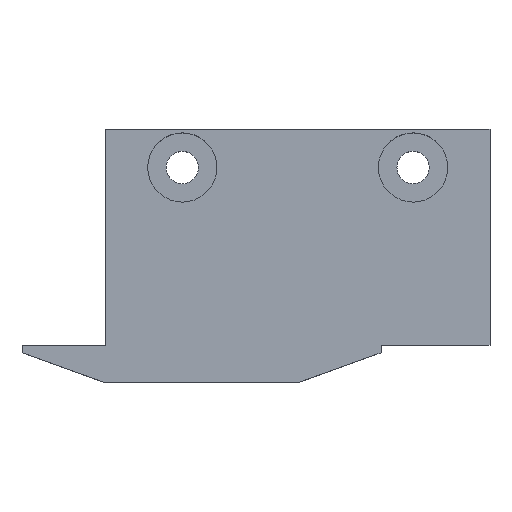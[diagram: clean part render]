
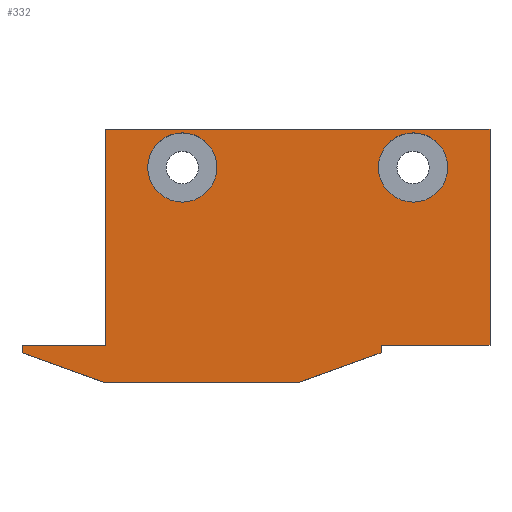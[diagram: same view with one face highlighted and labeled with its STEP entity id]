
A CAD part, top view. The second image highlights one B-rep face of the part: STEP entity #332.
In plain terms, the highlighted planar face has unit normal (0, 0, 1).
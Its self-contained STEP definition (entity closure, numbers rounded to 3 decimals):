
#27=FACE_BOUND('',#77,.T.);
#28=FACE_BOUND('',#78,.T.);
#33=CIRCLE('',#366,4.5);
#35=CIRCLE('',#369,4.5);
#54=FACE_OUTER_BOUND('',#76,.T.);
#76=EDGE_LOOP('',(#289,#290,#291,#292,#293,#294,#295,#296,#297,#298));
#77=EDGE_LOOP('',(#299));
#78=EDGE_LOOP('',(#300));
#79=LINE('',#472,#113);
#83=LINE('',#480,#117);
#86=LINE('',#486,#120);
#96=LINE('',#510,#130);
#99=LINE('',#515,#133);
#101=LINE('',#519,#135);
#103=LINE('',#523,#137);
#105=LINE('',#527,#139);
#107=LINE('',#531,#141);
#108=LINE('',#533,#142);
#113=VECTOR('',#381,10.);
#117=VECTOR('',#387,10.);
#120=VECTOR('',#392,10.);
#130=VECTOR('',#410,10.);
#133=VECTOR('',#415,10.);
#135=VECTOR('',#419,10.);
#137=VECTOR('',#423,10.);
#139=VECTOR('',#427,10.);
#141=VECTOR('',#431,10.);
#142=VECTOR('',#434,10.);
#147=VERTEX_POINT('',#470);
#148=VERTEX_POINT('',#471);
#151=VERTEX_POINT('',#479);
#153=VERTEX_POINT('',#485);
#163=VERTEX_POINT('',#509);
#164=VERTEX_POINT('',#513);
#165=VERTEX_POINT('',#517);
#166=VERTEX_POINT('',#521);
#167=VERTEX_POINT('',#525);
#168=VERTEX_POINT('',#529);
#171=VERTEX_POINT('',#543);
#173=VERTEX_POINT('',#549);
#175=EDGE_CURVE('',#147,#148,#79,.T.);
#179=EDGE_CURVE('',#151,#147,#83,.T.);
#182=EDGE_CURVE('',#153,#151,#86,.T.);
#194=EDGE_CURVE('',#163,#153,#96,.T.);
#197=EDGE_CURVE('',#164,#163,#99,.T.);
#199=EDGE_CURVE('',#148,#165,#101,.T.);
#201=EDGE_CURVE('',#166,#165,#103,.T.);
#203=EDGE_CURVE('',#167,#166,#105,.T.);
#205=EDGE_CURVE('',#167,#168,#107,.T.);
#206=EDGE_CURVE('',#168,#164,#108,.T.);
#211=EDGE_CURVE('',#171,#171,#33,.T.);
#214=EDGE_CURVE('',#173,#173,#35,.T.);
#289=ORIENTED_EDGE('',*,*,#175,.T.);
#290=ORIENTED_EDGE('',*,*,#199,.T.);
#291=ORIENTED_EDGE('',*,*,#201,.F.);
#292=ORIENTED_EDGE('',*,*,#203,.F.);
#293=ORIENTED_EDGE('',*,*,#205,.T.);
#294=ORIENTED_EDGE('',*,*,#206,.T.);
#295=ORIENTED_EDGE('',*,*,#197,.T.);
#296=ORIENTED_EDGE('',*,*,#194,.T.);
#297=ORIENTED_EDGE('',*,*,#182,.T.);
#298=ORIENTED_EDGE('',*,*,#179,.T.);
#299=ORIENTED_EDGE('',*,*,#211,.T.);
#300=ORIENTED_EDGE('',*,*,#214,.T.);
#314=PLANE('',#373);
#332=ADVANCED_FACE('',(#54,#27,#28),#314,.T.);
#366=AXIS2_PLACEMENT_3D('',#544,#447,#448);
#369=AXIS2_PLACEMENT_3D('',#550,#454,#455);
#373=AXIS2_PLACEMENT_3D('',#556,#463,#464);
#381=DIRECTION('',(0.941,0.34,0.));
#387=DIRECTION('',(1.,0.,0.));
#392=DIRECTION('',(0.941,-0.34,0.));
#410=DIRECTION('',(0.,-1.,0.));
#415=DIRECTION('',(-1.,0.,0.));
#419=DIRECTION('',(0.,1.,0.));
#423=DIRECTION('',(-1.,0.,0.));
#427=DIRECTION('',(0.,-1.,0.));
#431=DIRECTION('',(-1.,0.,0.));
#434=DIRECTION('',(0.,-1.,0.));
#447=DIRECTION('center_axis',(0.,0.,-1.));
#448=DIRECTION('ref_axis',(-1.,0.,0.));
#454=DIRECTION('center_axis',(0.,0.,-1.));
#455=DIRECTION('ref_axis',(-1.,0.,0.));
#463=DIRECTION('center_axis',(0.,0.,1.));
#464=DIRECTION('ref_axis',(-1.,0.,0.));
#470=CARTESIAN_POINT('',(75.,23.,69.5));
#471=CARTESIAN_POINT('',(85.833,26.91,69.5));
#472=CARTESIAN_POINT('',(75.478,23.173,69.5));
#479=CARTESIAN_POINT('',(50.,23.,69.5));
#480=CARTESIAN_POINT('',(59.792,23.,69.5));
#485=CARTESIAN_POINT('',(39.167,26.91,69.5));
#486=CARTESIAN_POINT('',(50.373,22.866,69.5));
#509=CARTESIAN_POINT('',(39.167,27.91,69.5));
#510=CARTESIAN_POINT('',(39.167,27.91,69.5));
#513=CARTESIAN_POINT('',(50.,27.91,69.5));
#515=CARTESIAN_POINT('',(69.584,27.91,69.5));
#517=CARTESIAN_POINT('',(85.833,27.91,69.5));
#519=CARTESIAN_POINT('',(85.833,22.91,69.5));
#521=CARTESIAN_POINT('',(100.,27.91,69.5));
#523=CARTESIAN_POINT('',(69.584,27.91,69.5));
#525=CARTESIAN_POINT('',(100.,56.,69.5));
#527=CARTESIAN_POINT('',(100.,32.91,69.5));
#529=CARTESIAN_POINT('',(50.,56.,69.5));
#531=CARTESIAN_POINT('',(50.,56.,69.5));
#533=CARTESIAN_POINT('',(50.,26.,69.5));
#543=CARTESIAN_POINT('',(94.5,51.,69.5));
#544=CARTESIAN_POINT('Origin',(90.,51.,69.5));
#549=CARTESIAN_POINT('',(64.5,51.,69.5));
#550=CARTESIAN_POINT('Origin',(60.,51.,69.5));
#556=CARTESIAN_POINT('Origin',(69.584,41.,69.5));
